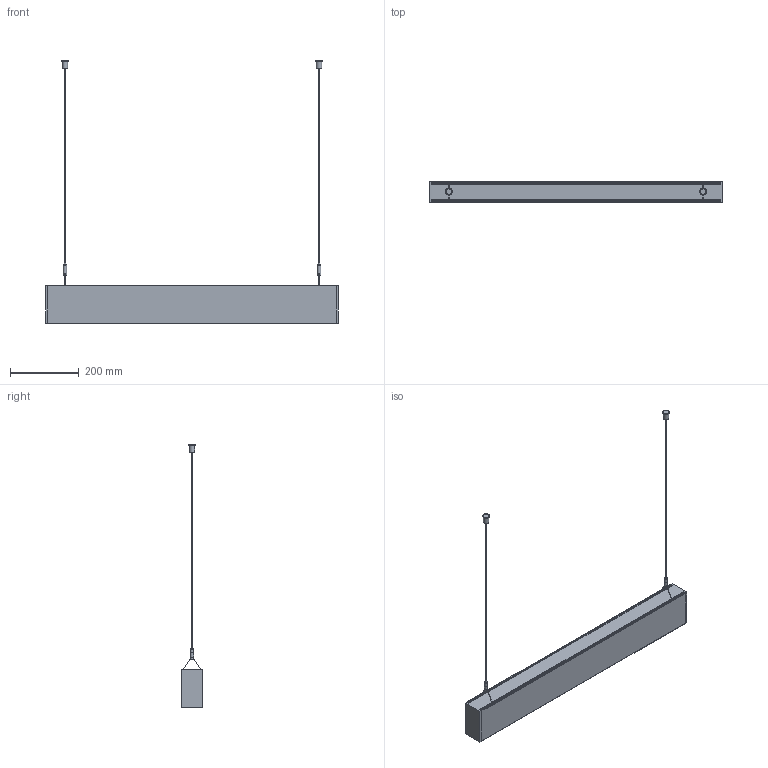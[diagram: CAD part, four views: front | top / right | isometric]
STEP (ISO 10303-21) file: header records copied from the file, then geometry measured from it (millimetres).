
FILE_DESCRIPTION(/* description */ (''),/* implementation_level */ '2;1');
FILE_NAME(/* name */ '10000091647n3p001_00.stp',/* time_stamp */ '2022-02-02T09:53:11+01:00',/* author */ (''),/* organization */ (''),/* preprocessor_version */ 'ST-DEVELOPER v15',/* originating_system */ 'SIEMENS PLM Software NX 9.0',/* authorisation */ '');
FILE_SCHEMA (('AUTOMOTIVE_DESIGN { 1 0 10303 214 3 1 1 1 }'));
Length unit declared in the file: millimetre
Products named in the file (1): 10000091647n3p001_00
Bounding box: 854 x 60 x 766.34 mm (x, y, z)
Volume: 5611930.3 mm3; surface area: 337073.4 mm2
Topology: 1 solids, 2 shells, 167 faces, 459 edges, 298 vertices
Faces by surface type: plane 90, cylinder 65, torus 8, cone 4
Full cylindrical faces by diameter (mm): 5 x1, 10 x1, 16 x2, 20 x2
Entity records: 6709 total; most frequent: CARTESIAN_POINT 1325, DIRECTION 916, ORIENTED_EDGE 904, EDGE_CURVE 452, AXIS2_PLACEMENT_3D 336, VERTEX_POINT 297, LINE 244, VECTOR 244
